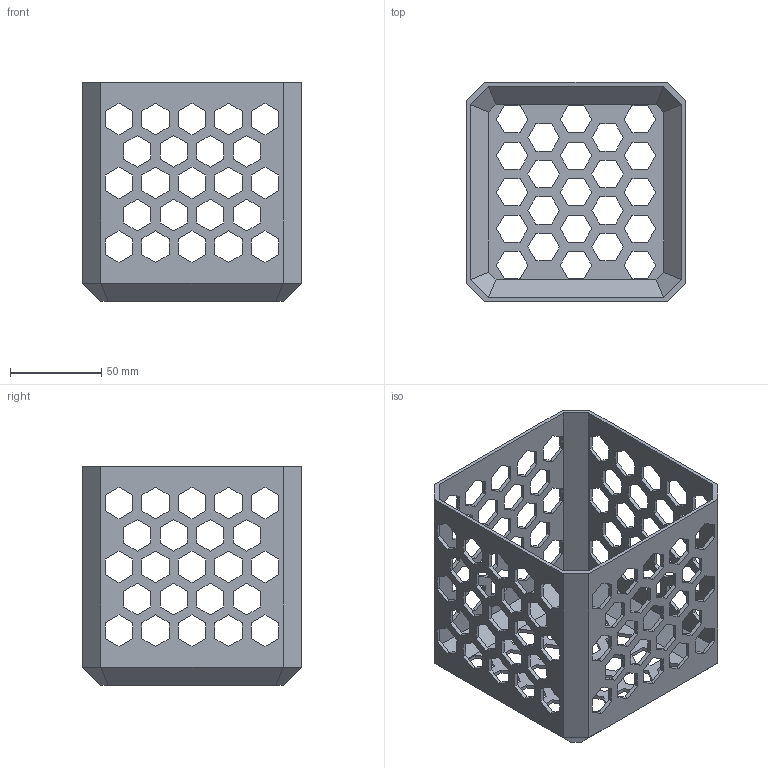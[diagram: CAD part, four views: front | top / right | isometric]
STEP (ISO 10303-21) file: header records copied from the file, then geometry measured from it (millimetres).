
FILE_DESCRIPTION(('STEP AP242'), '1');
FILE_NAME('ItemGarlicBowl v2', '', ('UNSPECIFIED'), ('UNSPECIFIED'), 'C3D Converter', 'C3D Toolkit', '');
FILE_SCHEMA(('AP242_MANAGED_MODEL_BASED_3D_ENGINEERING_MIM_LF { 1 0 10303 442 1 1 4 }'));
Length unit declared in the file: millimetre
Bounding box: 120 x 120 x 120 mm (x, y, z)
Volume: 94175.2 mm3; surface area: 96779.8 mm2
Topology: 1 solids, 1 shells, 725 faces, 2150 edges, 1428 vertices
Faces by surface type: plane 725
Entity records: 24211 total; most frequent: CARTESIAN_POINT 4304, ORIENTED_EDGE 4300, DIRECTION 3602, EDGE_CURVE 2150, LINE 2150, VECTOR 2150, VERTEX_POINT 1428, FACE_BOUND 956
